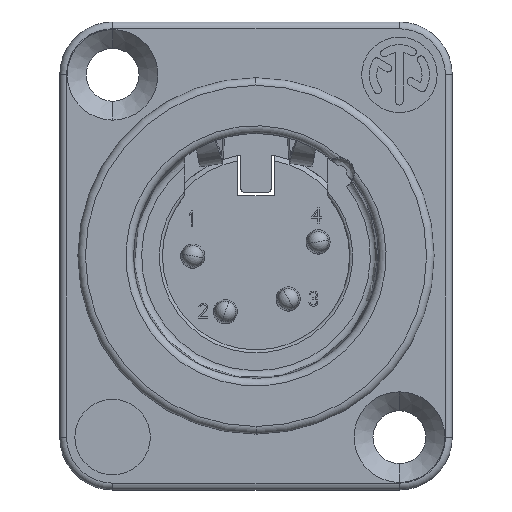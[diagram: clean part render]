
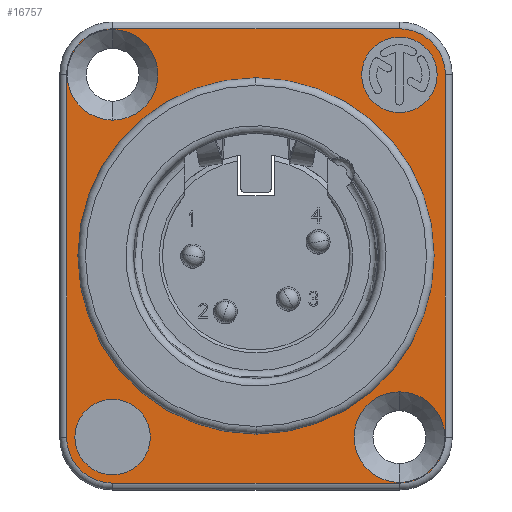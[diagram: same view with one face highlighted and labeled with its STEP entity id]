
A CAD part, top view. The second image highlights one B-rep face of the part: STEP entity #16757.
In plain terms, the highlighted planar face has unit normal (0, 0, 1).
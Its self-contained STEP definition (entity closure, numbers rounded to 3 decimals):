
#2007=CARTESIAN_POINT('',(0.,0.,2.));
#2008=DIRECTION('',(0.,0.,-1.));
#2009=DIRECTION('',(0.,-1.,0.));
#2010=AXIS2_PLACEMENT_3D('',#2007,#2008,#2009);
#2012=CARTESIAN_POINT('',(0.,0.,2.));
#2013=DIRECTION('',(0.,0.,1.));
#2014=DIRECTION('',(0.,-1.,0.));
#2015=AXIS2_PLACEMENT_3D('',#2012,#2013,#2014);
#2017=CARTESIAN_POINT('',(-9.5,12.,2.));
#2018=DIRECTION('',(0.,0.,1.));
#2019=DIRECTION('',(1.,0.,0.));
#2020=AXIS2_PLACEMENT_3D('',#2017,#2018,#2019);
#2022=CARTESIAN_POINT('',(-9.5,12.,2.));
#2023=DIRECTION('',(0.,0.,1.));
#2024=DIRECTION('',(-1.,0.,0.));
#2025=AXIS2_PLACEMENT_3D('',#2022,#2023,#2024);
#2027=CARTESIAN_POINT('',(9.5,-12.,2.));
#2028=DIRECTION('',(0.,0.,1.));
#2029=DIRECTION('',(1.,0.,0.));
#2030=AXIS2_PLACEMENT_3D('',#2027,#2028,#2029);
#2032=CARTESIAN_POINT('',(9.5,-12.,2.));
#2033=DIRECTION('',(0.,0.,1.));
#2034=DIRECTION('',(-1.,0.,0.));
#2035=AXIS2_PLACEMENT_3D('',#2032,#2033,#2034);
#2037=CARTESIAN_POINT('',(-9.5,-12.,2.));
#2038=DIRECTION('',(0.,0.,1.));
#2039=DIRECTION('',(1.,0.,0.));
#2040=AXIS2_PLACEMENT_3D('',#2037,#2038,#2039);
#2042=CARTESIAN_POINT('',(-9.5,-12.,2.));
#2043=DIRECTION('',(0.,0.,1.));
#2044=DIRECTION('',(-1.,0.,0.));
#2045=AXIS2_PLACEMENT_3D('',#2042,#2043,#2044);
#2047=CARTESIAN_POINT('',(9.5,12.,2.));
#2048=DIRECTION('',(0.,0.,1.));
#2049=DIRECTION('',(1.,0.,0.));
#2050=AXIS2_PLACEMENT_3D('',#2047,#2048,#2049);
#2052=CARTESIAN_POINT('',(9.5,12.,2.));
#2053=DIRECTION('',(0.,0.,1.));
#2054=DIRECTION('',(-1.,0.,0.));
#2055=AXIS2_PLACEMENT_3D('',#2052,#2053,#2054);
#2057=CARTESIAN_POINT('',(9.5,12.,2.));
#2058=DIRECTION('',(0.,0.,1.));
#2059=DIRECTION('',(1.,0.,0.));
#2060=AXIS2_PLACEMENT_3D('',#2057,#2058,#2059);
#2062=DIRECTION('',(0.,1.,0.));
#2063=VECTOR('',#2062,24.);
#2064=CARTESIAN_POINT('',(12.55,-12.,2.));
#2065=LINE('',#2064,#2063);
#2066=CARTESIAN_POINT('',(9.5,-12.,2.));
#2067=DIRECTION('',(0.,0.,1.));
#2068=DIRECTION('',(0.,-1.,0.));
#2069=AXIS2_PLACEMENT_3D('',#2066,#2067,#2068);
#2071=DIRECTION('',(1.,0.,0.));
#2072=VECTOR('',#2071,19.);
#2073=CARTESIAN_POINT('',(-9.5,-15.05,2.));
#2074=LINE('',#2073,#2072);
#2075=CARTESIAN_POINT('',(-9.5,-12.,2.));
#2076=DIRECTION('',(0.,0.,1.));
#2077=DIRECTION('',(-1.,0.,0.));
#2078=AXIS2_PLACEMENT_3D('',#2075,#2076,#2077);
#2080=DIRECTION('',(0.,-1.,0.));
#2081=VECTOR('',#2080,24.);
#2082=CARTESIAN_POINT('',(-12.55,12.,2.));
#2083=LINE('',#2082,#2081);
#2084=CARTESIAN_POINT('',(-9.5,12.,2.));
#2085=DIRECTION('',(0.,0.,1.));
#2086=DIRECTION('',(0.,1.,0.));
#2087=AXIS2_PLACEMENT_3D('',#2084,#2085,#2086);
#2089=DIRECTION('',(-1.,0.,0.));
#2090=VECTOR('',#2089,19.);
#2091=CARTESIAN_POINT('',(9.5,15.05,2.));
#2092=LINE('',#2091,#2090);
#12025=CARTESIAN_POINT('',(0.,-11.8,2.));
#12026=CARTESIAN_POINT('',(0.,11.8,2.));
#12027=VERTEX_POINT('',#12025);
#12028=VERTEX_POINT('',#12026);
#12053=CARTESIAN_POINT('',(-6.5,12.,2.));
#12054=CARTESIAN_POINT('',(-12.5,12.,2.));
#12055=VERTEX_POINT('',#12053);
#12056=VERTEX_POINT('',#12054);
#12057=CARTESIAN_POINT('',(12.5,-12.,2.));
#12058=CARTESIAN_POINT('',(6.5,-12.,2.));
#12059=VERTEX_POINT('',#12057);
#12060=VERTEX_POINT('',#12058);
#12077=CARTESIAN_POINT('',(-7.,-12.,2.));
#12078=CARTESIAN_POINT('',(-12.,-12.,2.));
#12079=VERTEX_POINT('',#12077);
#12080=VERTEX_POINT('',#12078);
#12081=CARTESIAN_POINT('',(12.,12.,2.));
#12082=CARTESIAN_POINT('',(7.,12.,2.));
#12083=VERTEX_POINT('',#12081);
#12084=VERTEX_POINT('',#12082);
#13327=CARTESIAN_POINT('',(12.55,12.,2.));
#13328=CARTESIAN_POINT('',(9.5,15.05,2.));
#13329=VERTEX_POINT('',#13327);
#13330=VERTEX_POINT('',#13328);
#13335=CARTESIAN_POINT('',(-9.5,15.05,2.));
#13336=VERTEX_POINT('',#13335);
#13339=CARTESIAN_POINT('',(-12.55,12.,2.));
#13340=VERTEX_POINT('',#13339);
#13343=CARTESIAN_POINT('',(-12.55,-12.,2.));
#13344=VERTEX_POINT('',#13343);
#13347=CARTESIAN_POINT('',(-9.5,-15.05,2.));
#13348=VERTEX_POINT('',#13347);
#13351=CARTESIAN_POINT('',(9.5,-15.05,2.));
#13352=VERTEX_POINT('',#13351);
#13355=CARTESIAN_POINT('',(12.55,-12.,2.));
#13356=VERTEX_POINT('',#13355);
#16706=CARTESIAN_POINT('',(0.,0.,2.));
#16707=DIRECTION('',(0.,0.,1.));
#16708=DIRECTION('',(0.,1.,0.));
#16709=AXIS2_PLACEMENT_3D('',#16706,#16707,#16708);
#16710=PLANE('',#16709);
#16712=ORIENTED_EDGE('',*,*,#16711,.F.);
#16714=ORIENTED_EDGE('',*,*,#16713,.F.);
#16716=ORIENTED_EDGE('',*,*,#16715,.F.);
#16718=ORIENTED_EDGE('',*,*,#16717,.F.);
#16720=ORIENTED_EDGE('',*,*,#16719,.F.);
#16722=ORIENTED_EDGE('',*,*,#16721,.F.);
#16724=ORIENTED_EDGE('',*,*,#16723,.F.);
#16726=ORIENTED_EDGE('',*,*,#16725,.F.);
#16727=EDGE_LOOP('',(#16712,#16714,#16716,#16718,#16720,#16722,#16724,#16726));
#16728=FACE_OUTER_BOUND('',#16727,.F.);
#16730=ORIENTED_EDGE('',*,*,#16729,.T.);
#16732=ORIENTED_EDGE('',*,*,#16731,.T.);
#16733=EDGE_LOOP('',(#16730,#16732));
#16734=FACE_BOUND('',#16733,.F.);
#16736=ORIENTED_EDGE('',*,*,#16735,.T.);
#16738=ORIENTED_EDGE('',*,*,#16737,.T.);
#16739=EDGE_LOOP('',(#16736,#16738));
#16740=FACE_BOUND('',#16739,.F.);
#16742=ORIENTED_EDGE('',*,*,#16741,.T.);
#16744=ORIENTED_EDGE('',*,*,#16743,.T.);
#16745=EDGE_LOOP('',(#16742,#16744));
#16746=FACE_BOUND('',#16745,.F.);
#16748=ORIENTED_EDGE('',*,*,#16747,.T.);
#16750=ORIENTED_EDGE('',*,*,#16749,.T.);
#16751=EDGE_LOOP('',(#16748,#16750));
#16752=FACE_BOUND('',#16751,.F.);
#16753=ORIENTED_EDGE('',*,*,#16673,.F.);
#16754=ORIENTED_EDGE('',*,*,#16688,.T.);
#16755=EDGE_LOOP('',(#16753,#16754));
#16756=FACE_BOUND('',#16755,.F.);
#2011=CIRCLE('',#2010,11.8);
#2016=CIRCLE('',#2015,11.8);
#2021=CIRCLE('',#2020,3.);
#2026=CIRCLE('',#2025,3.);
#2031=CIRCLE('',#2030,3.);
#2036=CIRCLE('',#2035,3.);
#2041=CIRCLE('',#2040,2.5);
#2046=CIRCLE('',#2045,2.5);
#2051=CIRCLE('',#2050,2.5);
#2056=CIRCLE('',#2055,2.5);
#2061=CIRCLE('',#2060,3.05);
#2070=CIRCLE('',#2069,3.05);
#2079=CIRCLE('',#2078,3.05);
#2088=CIRCLE('',#2087,3.05);
#16673=EDGE_CURVE('',#12027,#12028,#2011,.T.);
#16688=EDGE_CURVE('',#12027,#12028,#2016,.T.);
#16711=EDGE_CURVE('',#13329,#13330,#2061,.T.);
#16713=EDGE_CURVE('',#13356,#13329,#2065,.T.);
#16715=EDGE_CURVE('',#13352,#13356,#2070,.T.);
#16717=EDGE_CURVE('',#13348,#13352,#2074,.T.);
#16719=EDGE_CURVE('',#13344,#13348,#2079,.T.);
#16721=EDGE_CURVE('',#13340,#13344,#2083,.T.);
#16723=EDGE_CURVE('',#13336,#13340,#2088,.T.);
#16725=EDGE_CURVE('',#13330,#13336,#2092,.T.);
#16729=EDGE_CURVE('',#12055,#12056,#2021,.T.);
#16731=EDGE_CURVE('',#12056,#12055,#2026,.T.);
#16735=EDGE_CURVE('',#12059,#12060,#2031,.T.);
#16737=EDGE_CURVE('',#12060,#12059,#2036,.T.);
#16741=EDGE_CURVE('',#12079,#12080,#2041,.T.);
#16743=EDGE_CURVE('',#12080,#12079,#2046,.T.);
#16747=EDGE_CURVE('',#12083,#12084,#2051,.T.);
#16749=EDGE_CURVE('',#12084,#12083,#2056,.T.);
#16757=ADVANCED_FACE('',(#16728,#16734,#16740,#16746,#16752,#16756),#16710,.T.);
